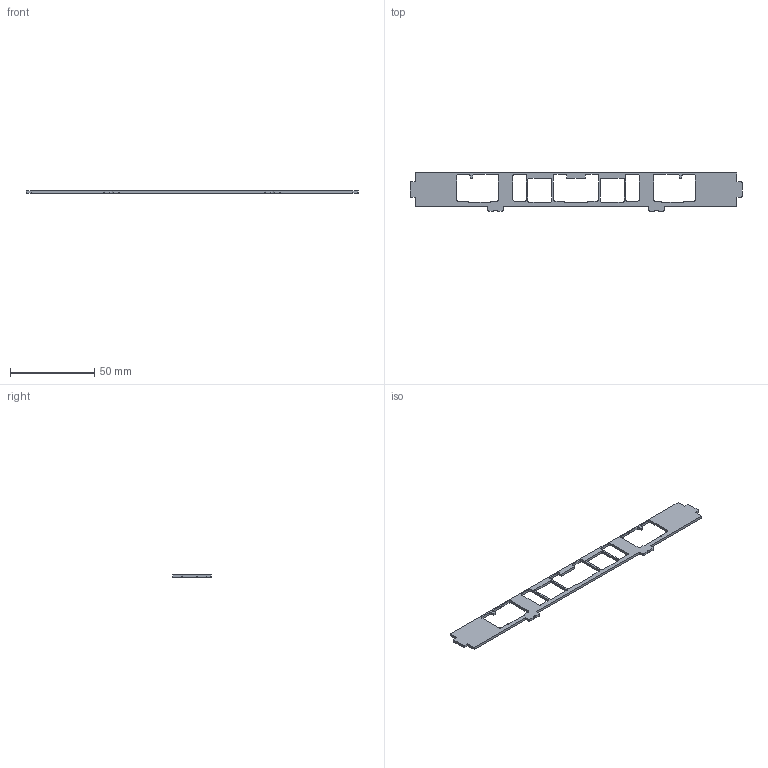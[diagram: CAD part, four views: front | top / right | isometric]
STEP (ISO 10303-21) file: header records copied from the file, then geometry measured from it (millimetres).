
FILE_DESCRIPTION(/* description */ (''),/* implementation_level */ '2;1');
FILE_NAME(/* name */ 'BotPlateCombined.step',/* time_stamp */ '2023-06-29T12:12:04+03:00',/* author */ (''),/* organization */ (''),/* preprocessor_version */ 'ST-DEVELOPER v19.2',/* originating_system */ 'Autodesk Translation Framework v12.6.0.85',/* authorisation */ '');
FILE_SCHEMA (('AUTOMOTIVE_DESIGN { 1 0 10303 214 3 1 1 }'));
Length unit declared in the file: millimetre
Products named in the file (1): BotPlateCombined
Bounding box: 196.49 x 22.78 x 1.5 mm (x, y, z)
Volume: 3028.8 mm3; surface area: 5394 mm2
Topology: 1 solids, 1 shells, 126 faces, 372 edges, 248 vertices
Faces by surface type: plane 76, cylinder 50
Entity records: 4284 total; most frequent: CARTESIAN_POINT 747, ORIENTED_EDGE 744, DIRECTION 726, EDGE_CURVE 372, LINE 272, VECTOR 272, VERTEX_POINT 248, AXIS2_PLACEMENT_3D 227
